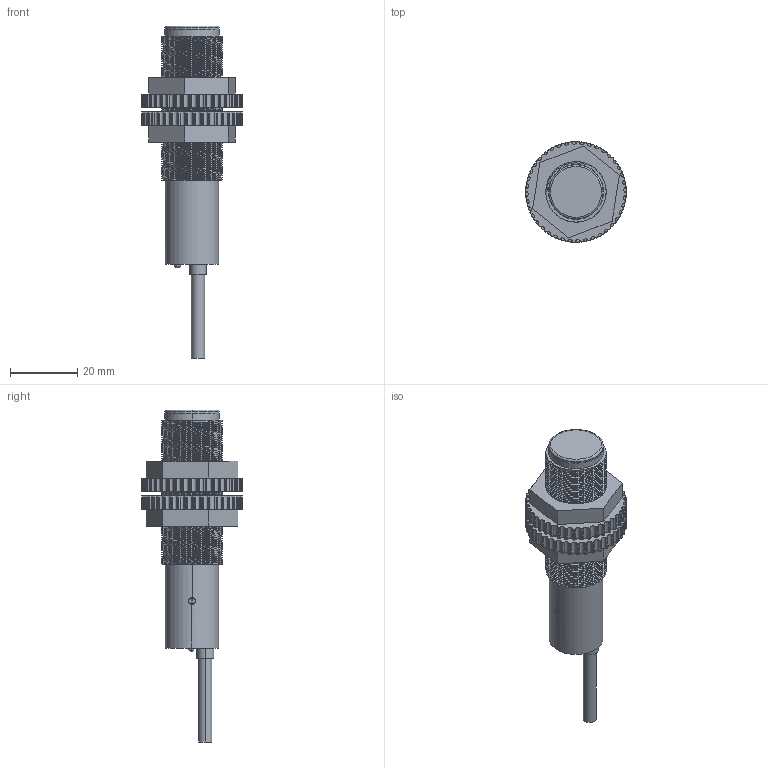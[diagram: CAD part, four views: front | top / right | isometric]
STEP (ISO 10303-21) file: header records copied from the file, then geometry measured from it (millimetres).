
FILE_DESCRIPTION (( 'STEP AP203' ), '1' );
FILE_NAME ('CKF18-08.STEP', '2018-08-02T06:11:33', ( 'XiaZaiMa.COM' ), ( 'Win10NeT.COM' ), 'SwSTEP 2.0', 'SolidWorks 2016', '' );
FILE_SCHEMA (( 'CONFIG_CONTROL_DESIGN' ));
Length unit declared in the file: millimetre
Products named in the file (3): CKF18-08; 30蹟譫
Assembly tree (3 placements, depth 2):
  CKF18-08
    CKF18-08
    30蹟譫  x2
Bounding box: 29.99 x 29.99 x 99 mm (x, y, z)
Volume: 22551.1 mm3; surface area: 11261.6 mm2
Topology: 3 solids, 3 shells, 645 faces, 1872 edges, 1240 vertices
Faces by surface type: cylinder 592, plane 38, bspline 11, sphere 2, torus 2
Entity records: 26245 total; most frequent: CARTESIAN_POINT 15808, ORIENTED_EDGE 2354, DIRECTION 2066, EDGE_CURVE 1177, AXIS2_PLACEMENT_3D 829, VERTEX_POINT 779, EDGE_LOOP 420, CIRCLE 420
